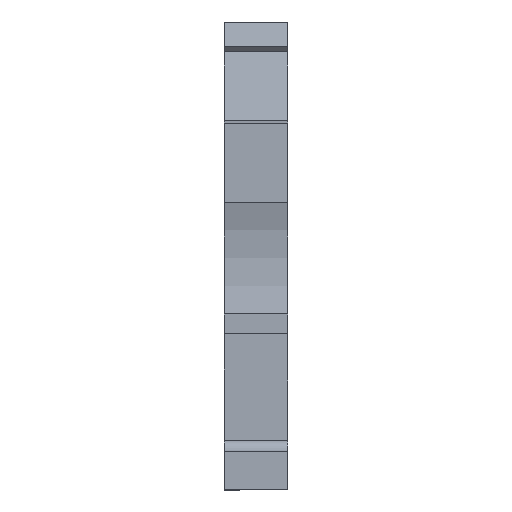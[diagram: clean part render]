
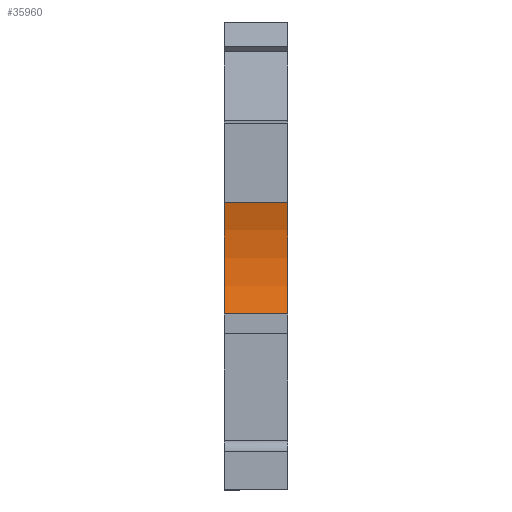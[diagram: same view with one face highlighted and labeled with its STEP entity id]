
A CAD part, front view. The second image highlights one B-rep face of the part: STEP entity #35960.
In plain terms, the highlighted cylindrical face has radius 15 mm (diameter 30 mm), a partial arc.
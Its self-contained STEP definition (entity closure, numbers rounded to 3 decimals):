
#4490=CARTESIAN_POINT('',(6.017,8.831,
0.));
#4500=VERTEX_POINT('',#4490);
#4530=CARTESIAN_POINT('',(-8.733,11.554,
0.));
#4540=DIRECTION('',(0.,0.,1.));
#4550=DIRECTION('',(0.993,0.122,
0.));
#4560=AXIS2_PLACEMENT_3D('',#4530,#4540,#4550);
#4570=CIRCLE('',#4560,15.);
#4580=CARTESIAN_POINT('',(4.921,17.764,
0.));
#4590=VERTEX_POINT('',#4580);
#4600=EDGE_CURVE('',#4500,#4590,#4570,.T.);
#6490=CARTESIAN_POINT('',(4.921,17.764,
-5.15));
#6500=VERTEX_POINT('',#6490);
#6530=CARTESIAN_POINT('',(-8.733,11.554,
-5.15));
#6540=DIRECTION('',(0.,0.,1.));
#6550=DIRECTION('',(0.993,0.122,
0.));
#6560=AXIS2_PLACEMENT_3D('',#6530,#6540,#6550);
#6570=CIRCLE('',#6560,15.);
#6580=CARTESIAN_POINT('',(6.017,8.831,
-5.15));
#6590=VERTEX_POINT('',#6580);
#6600=EDGE_CURVE('',#6590,#6500,#6570,.T.);
#35330=CARTESIAN_POINT('',(6.017,8.831,
-5.15));
#35340=DIRECTION('',(0.,0.,1.));
#35350=VECTOR('',#35340,1.);
#35360=LINE('',#35330,#35350);
#35370=EDGE_CURVE('',#6590,#4500,#35360,.T.);
#35800=CARTESIAN_POINT('',(-8.733,11.554,
-5.15));
#35810=DIRECTION('',(0.,0.,1.));
#35820=DIRECTION('',(-0.993,-0.122,
0.));
#35830=AXIS2_PLACEMENT_3D('',#35800,#35810,#35820);
#35840=CYLINDRICAL_SURFACE('',#35830,15.);
#35850=ORIENTED_EDGE('',*,*,#35370,.T.);
#35860=ORIENTED_EDGE('',*,*,#6600,.F.);
#35870=CARTESIAN_POINT('',(4.921,17.764,
-5.15));
#35880=DIRECTION('',(0.,0.,1.));
#35890=VECTOR('',#35880,1.);
#35900=LINE('',#35870,#35890);
#35910=EDGE_CURVE('',#6500,#4590,#35900,.T.);
#35920=ORIENTED_EDGE('',*,*,#35910,.F.);
#35930=ORIENTED_EDGE('',*,*,#4600,.T.);
#35940=EDGE_LOOP('',(#35930,#35920,#35860,#35850));
#35950=FACE_OUTER_BOUND('',#35940,.T.);
#35960=ADVANCED_FACE('',(#35950),#35840,.F.);
